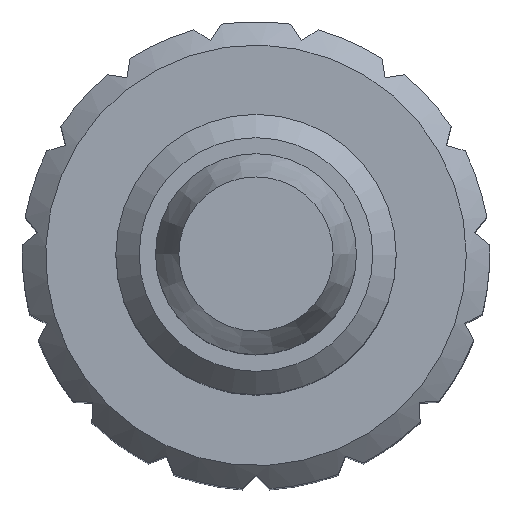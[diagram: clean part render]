
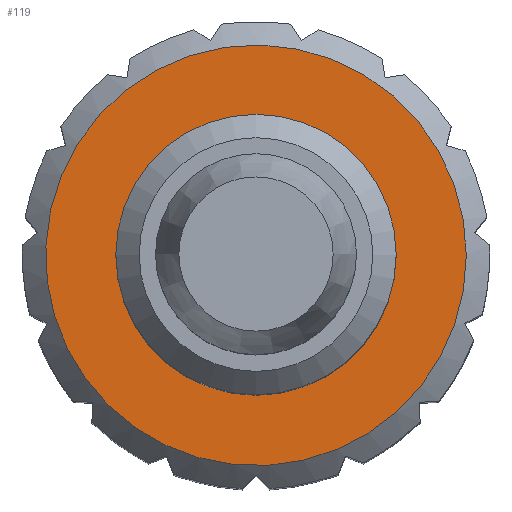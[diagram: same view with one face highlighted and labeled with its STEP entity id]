
A CAD part, top view. The second image highlights one B-rep face of the part: STEP entity #119.
In plain terms, the highlighted planar face has unit normal (0, 0, 1).
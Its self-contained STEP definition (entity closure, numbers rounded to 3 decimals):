
#43=PLANE('',#1039);
#85=FACE_BOUND('',#243,.T.);
#86=FACE_BOUND('',#244,.T.);
#119=ADVANCED_FACE('',(#85,#86),#43,.T.);
#243=EDGE_LOOP('',(#565));
#244=EDGE_LOOP('',(#566));
#565=ORIENTED_EDGE('',*,*,#810,.T.);
#566=ORIENTED_EDGE('',*,*,#924,.F.);
#710=VERTEX_POINT('',#1327);
#794=VERTEX_POINT('',#1796);
#810=EDGE_CURVE('',#710,#710,#951,.T.);
#924=EDGE_CURVE('',#794,#794,#979,.T.);
#951=CIRCLE('',#994,4.5);
#979=CIRCLE('',#1038,2.4);
#994=AXIS2_PLACEMENT_3D('',#1326,#1100,#1101);
#1038=AXIS2_PLACEMENT_3D('',#1795,#1189,#1190);
#1039=AXIS2_PLACEMENT_3D('',#1797,#1191,#1192);
#1100=DIRECTION('',(0.,0.,1.));
#1101=DIRECTION('',(1.,0.,0.));
#1189=DIRECTION('',(0.,0.,1.));
#1190=DIRECTION('',(1.,0.,0.));
#1191=DIRECTION('',(0.,0.,1.));
#1192=DIRECTION('',(1.,0.,0.));
#1326=CARTESIAN_POINT('',(0.,0.,0.));
#1327=CARTESIAN_POINT('',(4.5,0.,0.));
#1795=CARTESIAN_POINT('',(0.,0.,0.));
#1796=CARTESIAN_POINT('',(2.4,0.,0.));
#1797=CARTESIAN_POINT('',(0.,0.,0.));
